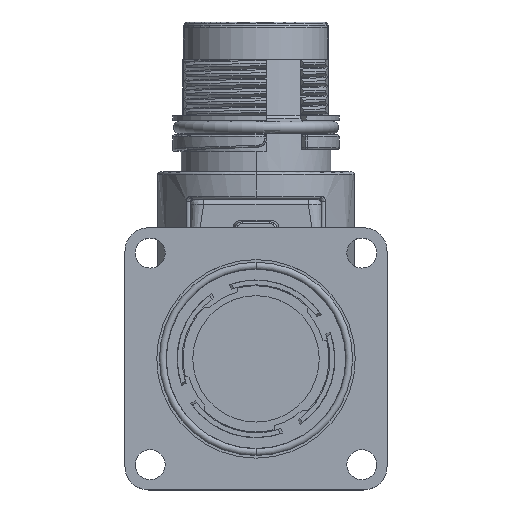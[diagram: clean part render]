
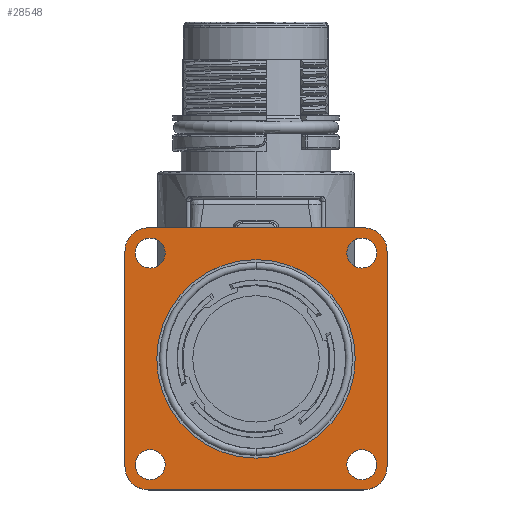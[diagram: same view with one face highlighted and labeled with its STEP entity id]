
A CAD part, top view. The second image highlights one B-rep face of the part: STEP entity #28548.
In plain terms, the highlighted planar face has unit normal (0, 0, 1).
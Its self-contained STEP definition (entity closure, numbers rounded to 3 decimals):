
#7235=CARTESIAN_POINT('',(11.5,-31.5,22.1));
#7236=DIRECTION('',(0.,0.,-1.));
#7237=DIRECTION('',(1.,0.,0.));
#7238=AXIS2_PLACEMENT_3D('',#7235,#7236,#7237);
#7240=DIRECTION('',(-1.,0.,0.));
#7241=VECTOR('',#7240,23.);
#7242=CARTESIAN_POINT('',(11.5,-34.,22.1));
#7243=LINE('',#7242,#7241);
#7244=CARTESIAN_POINT('',(-11.5,-31.5,22.1));
#7245=DIRECTION('',(0.,0.,-1.));
#7246=DIRECTION('',(0.,-1.,0.));
#7247=AXIS2_PLACEMENT_3D('',#7244,#7245,#7246);
#7249=DIRECTION('',(0.,1.,0.));
#7250=VECTOR('',#7249,23.);
#7251=CARTESIAN_POINT('',(-14.,-31.5,22.1));
#7252=LINE('',#7251,#7250);
#7253=CARTESIAN_POINT('',(-11.5,-8.5,22.1));
#7254=DIRECTION('',(0.,0.,-1.));
#7255=DIRECTION('',(-1.,0.,0.));
#7256=AXIS2_PLACEMENT_3D('',#7253,#7254,#7255);
#7258=DIRECTION('',(1.,0.,0.));
#7259=VECTOR('',#7258,23.);
#7260=CARTESIAN_POINT('',(-11.5,-6.,22.1));
#7261=LINE('',#7260,#7259);
#7262=CARTESIAN_POINT('',(11.5,-8.5,22.1));
#7263=DIRECTION('',(0.,0.,-1.));
#7264=DIRECTION('',(0.,1.,0.));
#7265=AXIS2_PLACEMENT_3D('',#7262,#7263,#7264);
#7267=DIRECTION('',(0.,-1.,0.));
#7268=VECTOR('',#7267,23.);
#7269=CARTESIAN_POINT('',(14.,-8.5,22.1));
#7270=LINE('',#7269,#7268);
#7271=CARTESIAN_POINT('',(0.,-20.,22.1));
#7272=DIRECTION('',(0.,0.,1.));
#7273=DIRECTION('',(0.,-1.,0.));
#7274=AXIS2_PLACEMENT_3D('',#7271,#7272,#7273);
#7276=CARTESIAN_POINT('',(0.,-20.,22.1));
#7277=DIRECTION('',(0.,0.,1.));
#7278=DIRECTION('',(0.,1.,0.));
#7279=AXIS2_PLACEMENT_3D('',#7276,#7277,#7278);
#7281=CARTESIAN_POINT('',(11.3,-31.3,22.1));
#7282=DIRECTION('',(0.,0.,1.));
#7283=DIRECTION('',(0.,1.,0.));
#7284=AXIS2_PLACEMENT_3D('',#7281,#7282,#7283);
#7286=CARTESIAN_POINT('',(11.3,-31.3,22.1));
#7287=DIRECTION('',(0.,0.,1.));
#7288=DIRECTION('',(0.,-1.,0.));
#7289=AXIS2_PLACEMENT_3D('',#7286,#7287,#7288);
#7291=CARTESIAN_POINT('',(11.3,-8.7,22.1));
#7292=DIRECTION('',(0.,0.,1.));
#7293=DIRECTION('',(0.,1.,0.));
#7294=AXIS2_PLACEMENT_3D('',#7291,#7292,#7293);
#7296=CARTESIAN_POINT('',(11.3,-8.7,22.1));
#7297=DIRECTION('',(0.,0.,1.));
#7298=DIRECTION('',(0.,-1.,0.));
#7299=AXIS2_PLACEMENT_3D('',#7296,#7297,#7298);
#7301=CARTESIAN_POINT('',(-11.3,-8.7,22.1));
#7302=DIRECTION('',(0.,0.,1.));
#7303=DIRECTION('',(0.,1.,0.));
#7304=AXIS2_PLACEMENT_3D('',#7301,#7302,#7303);
#7306=CARTESIAN_POINT('',(-11.3,-8.7,22.1));
#7307=DIRECTION('',(0.,0.,1.));
#7308=DIRECTION('',(0.,-1.,0.));
#7309=AXIS2_PLACEMENT_3D('',#7306,#7307,#7308);
#7311=CARTESIAN_POINT('',(-11.3,-31.3,22.1));
#7312=DIRECTION('',(0.,0.,1.));
#7313=DIRECTION('',(0.,1.,0.));
#7314=AXIS2_PLACEMENT_3D('',#7311,#7312,#7313);
#7316=CARTESIAN_POINT('',(-11.3,-31.3,22.1));
#7317=DIRECTION('',(0.,0.,1.));
#7318=DIRECTION('',(0.,-1.,0.));
#7319=AXIS2_PLACEMENT_3D('',#7316,#7317,#7318);
#15538=CARTESIAN_POINT('',(11.3,-10.3,22.1));
#15539=VERTEX_POINT('',#15538);
#15540=CARTESIAN_POINT('',(11.3,-7.1,22.1));
#15541=VERTEX_POINT('',#15540);
#15542=CARTESIAN_POINT('',(14.,-31.5,22.1));
#15543=CARTESIAN_POINT('',(11.5,-34.,22.1));
#15544=VERTEX_POINT('',#15542);
#15545=VERTEX_POINT('',#15543);
#15546=CARTESIAN_POINT('',(-11.5,-34.,22.1));
#15547=VERTEX_POINT('',#15546);
#15548=CARTESIAN_POINT('',(-14.,-31.5,22.1));
#15549=VERTEX_POINT('',#15548);
#15550=CARTESIAN_POINT('',(-14.,-8.5,22.1));
#15551=VERTEX_POINT('',#15550);
#15552=CARTESIAN_POINT('',(-11.5,-6.,22.1));
#15553=VERTEX_POINT('',#15552);
#15554=CARTESIAN_POINT('',(11.5,-6.,22.1));
#15555=VERTEX_POINT('',#15554);
#15556=CARTESIAN_POINT('',(14.,-8.5,22.1));
#15557=VERTEX_POINT('',#15556);
#15558=CARTESIAN_POINT('',(0.,-30.6,22.1));
#15559=CARTESIAN_POINT('',(0.,-9.4,22.1));
#15560=VERTEX_POINT('',#15558);
#15561=VERTEX_POINT('',#15559);
#15562=CARTESIAN_POINT('',(11.3,-29.7,22.1));
#15563=CARTESIAN_POINT('',(11.3,-32.9,22.1));
#15564=VERTEX_POINT('',#15562);
#15565=VERTEX_POINT('',#15563);
#15566=CARTESIAN_POINT('',(-11.3,-7.1,22.1));
#15567=CARTESIAN_POINT('',(-11.3,-10.3,22.1));
#15568=VERTEX_POINT('',#15566);
#15569=VERTEX_POINT('',#15567);
#15570=CARTESIAN_POINT('',(-11.3,-29.7,22.1));
#15571=CARTESIAN_POINT('',(-11.3,-32.9,22.1));
#15572=VERTEX_POINT('',#15570);
#15573=VERTEX_POINT('',#15571);
#28503=CARTESIAN_POINT('',(0.,-20.,22.1));
#28504=DIRECTION('',(0.,0.,-1.));
#28505=DIRECTION('',(0.,-1.,0.));
#28506=AXIS2_PLACEMENT_3D('',#28503,#28504,#28505);
#28507=PLANE('',#28506);
#28508=ORIENTED_EDGE('',*,*,#28414,.T.);
#28509=ORIENTED_EDGE('',*,*,#28428,.T.);
#28510=ORIENTED_EDGE('',*,*,#28442,.T.);
#28511=ORIENTED_EDGE('',*,*,#28456,.T.);
#28512=ORIENTED_EDGE('',*,*,#28470,.T.);
#28513=ORIENTED_EDGE('',*,*,#28484,.T.);
#28514=ORIENTED_EDGE('',*,*,#28497,.T.);
#28515=ORIENTED_EDGE('',*,*,#28399,.T.);
#28516=EDGE_LOOP('',(#28508,#28509,#28510,#28511,#28512,#28513,#28514,#28515));
#28517=FACE_OUTER_BOUND('',#28516,.F.);
#28519=ORIENTED_EDGE('',*,*,#28518,.T.);
#28521=ORIENTED_EDGE('',*,*,#28520,.T.);
#28522=EDGE_LOOP('',(#28519,#28521));
#28523=FACE_BOUND('',#28522,.F.);
#28525=ORIENTED_EDGE('',*,*,#28524,.T.);
#28527=ORIENTED_EDGE('',*,*,#28526,.T.);
#28528=EDGE_LOOP('',(#28525,#28527));
#28529=FACE_BOUND('',#28528,.F.);
#28531=ORIENTED_EDGE('',*,*,#28530,.T.);
#28533=ORIENTED_EDGE('',*,*,#28532,.T.);
#28534=EDGE_LOOP('',(#28531,#28533));
#28535=FACE_BOUND('',#28534,.F.);
#28537=ORIENTED_EDGE('',*,*,#28536,.T.);
#28539=ORIENTED_EDGE('',*,*,#28538,.T.);
#28540=EDGE_LOOP('',(#28537,#28539));
#28541=FACE_BOUND('',#28540,.F.);
#28543=ORIENTED_EDGE('',*,*,#28542,.T.);
#28545=ORIENTED_EDGE('',*,*,#28544,.T.);
#28546=EDGE_LOOP('',(#28543,#28545));
#28547=FACE_BOUND('',#28546,.F.);
#28548=ADVANCED_FACE('',(#28517,#28523,#28529,#28535,#28541,#28547),#28507,.F.);
#7239=CIRCLE('',#7238,2.5);
#7248=CIRCLE('',#7247,2.5);
#7257=CIRCLE('',#7256,2.5);
#7266=CIRCLE('',#7265,2.5);
#7275=CIRCLE('',#7274,10.6);
#7280=CIRCLE('',#7279,10.6);
#7285=CIRCLE('',#7284,1.6);
#7290=CIRCLE('',#7289,1.6);
#7295=CIRCLE('',#7294,1.6);
#7300=CIRCLE('',#7299,1.6);
#7305=CIRCLE('',#7304,1.6);
#7310=CIRCLE('',#7309,1.6);
#7315=CIRCLE('',#7314,1.6);
#7320=CIRCLE('',#7319,1.6);
#28399=EDGE_CURVE('',#15557,#15544,#7270,.T.);
#28414=EDGE_CURVE('',#15544,#15545,#7239,.T.);
#28428=EDGE_CURVE('',#15545,#15547,#7243,.T.);
#28442=EDGE_CURVE('',#15547,#15549,#7248,.T.);
#28456=EDGE_CURVE('',#15549,#15551,#7252,.T.);
#28470=EDGE_CURVE('',#15551,#15553,#7257,.T.);
#28484=EDGE_CURVE('',#15553,#15555,#7261,.T.);
#28497=EDGE_CURVE('',#15555,#15557,#7266,.T.);
#28518=EDGE_CURVE('',#15560,#15561,#7275,.T.);
#28520=EDGE_CURVE('',#15561,#15560,#7280,.T.);
#28524=EDGE_CURVE('',#15564,#15565,#7285,.T.);
#28526=EDGE_CURVE('',#15565,#15564,#7290,.T.);
#28530=EDGE_CURVE('',#15541,#15539,#7295,.T.);
#28532=EDGE_CURVE('',#15539,#15541,#7300,.T.);
#28536=EDGE_CURVE('',#15568,#15569,#7305,.T.);
#28538=EDGE_CURVE('',#15569,#15568,#7310,.T.);
#28542=EDGE_CURVE('',#15572,#15573,#7315,.T.);
#28544=EDGE_CURVE('',#15573,#15572,#7320,.T.);
